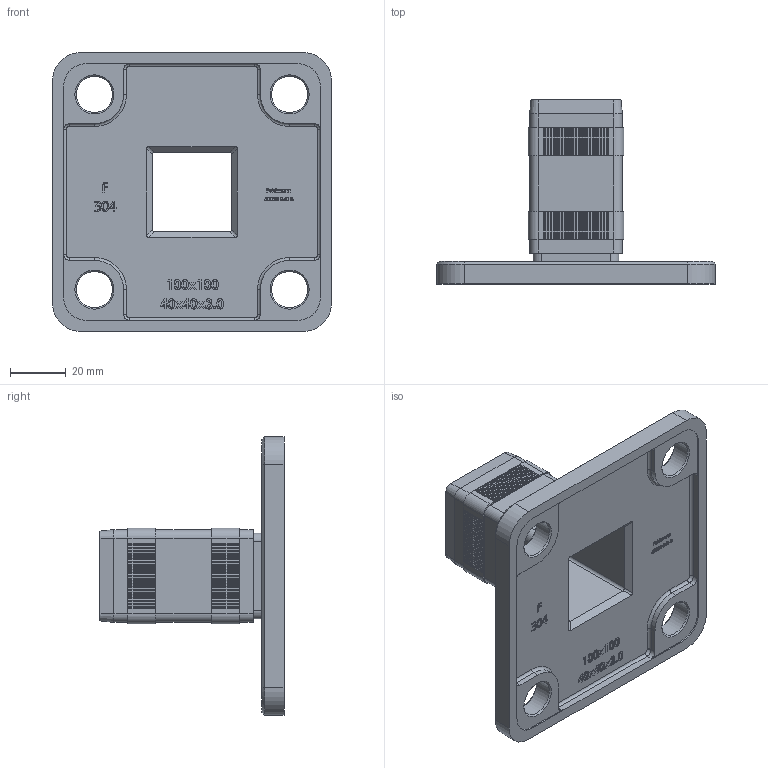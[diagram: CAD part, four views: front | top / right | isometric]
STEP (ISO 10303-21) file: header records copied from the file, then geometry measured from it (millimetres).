
FILE_DESCRIPTION (( 'STEP AP203' ), '1' );
FILE_NAME ('50020-240-3.step', '2021-11-25T13:45:20', ( '' ), ( '' ), 'SwSTEP 2.0', 'SolidWorks 2018', '' );
FILE_SCHEMA (( 'CONFIG_CONTROL_DESIGN' ));
Length unit declared in the file: millimetre
Products named in the file (2): 50020-240-3
Bounding box: 100 x 66 x 100 mm (x, y, z)
Volume: 64059.5 mm3; surface area: 37168.7 mm2
Topology: 1 solids, 1 shells, 1410 faces, 3988 edges, 2644 vertices
Faces by surface type: cylinder 628, plane 531, bspline 223, cone 16, torus 12
Full cylindrical faces by diameter (mm): 13 x4
Entity records: 59393 total; most frequent: CARTESIAN_POINT 23055, ORIENTED_EDGE 7944, DIRECTION 7160, EDGE_CURVE 3972, VERTEX_POINT 2640, AXIS2_PLACEMENT_3D 2461, LINE 2238, VECTOR 2238
